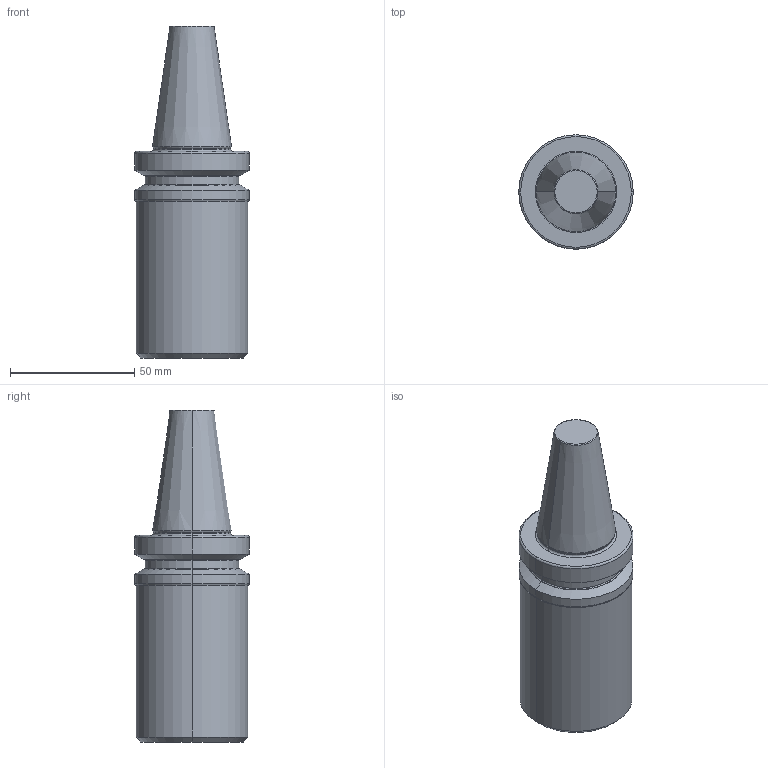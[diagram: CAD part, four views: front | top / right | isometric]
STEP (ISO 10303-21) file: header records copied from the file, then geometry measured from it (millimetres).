
FILE_DESCRIPTION(/* description */ (''),/* implementation_level */ '2;1');
FILE_NAME(/* name */ '1626239606433.stp',/* time_stamp */ '2021-07-14T10:43:39+05:00',/* author */ (''),/* organization */ ('SMS'),/* preprocessor_version */ 'ST-DEVELOPER v16.7',/* originating_system */ 'SIEMENS PLM Software NX 12.0',/* authorisation */ '');
FILE_SCHEMA (('AUTOMOTIVE_DESIGN { 1 0 10303 214 3 1 1 1 }'));
Length unit declared in the file: millimetre
Products named in the file (1): 203600043mod000_00
Bounding box: 45.98 x 45.98 x 133.4 mm (x, y, z)
Volume: 155324.5 mm3; surface area: 18807.4 mm2
Topology: 1 solids, 1 shells, 39 faces, 76 edges, 45 vertices
Faces by surface type: torus 14, cone 10, cylinder 10, plane 5
Entity records: 1067 total; most frequent: DIRECTION 218, CARTESIAN_POINT 164, ORIENTED_EDGE 152, AXIS2_PLACEMENT_3D 99, EDGE_CURVE 76, CIRCLE 56, EDGE_LOOP 42, VERTEX_POINT 42
